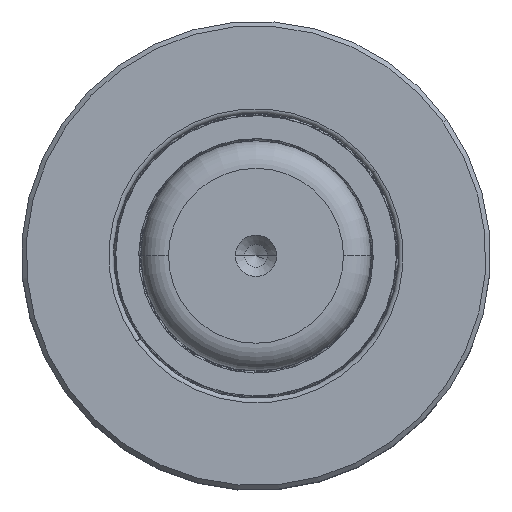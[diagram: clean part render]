
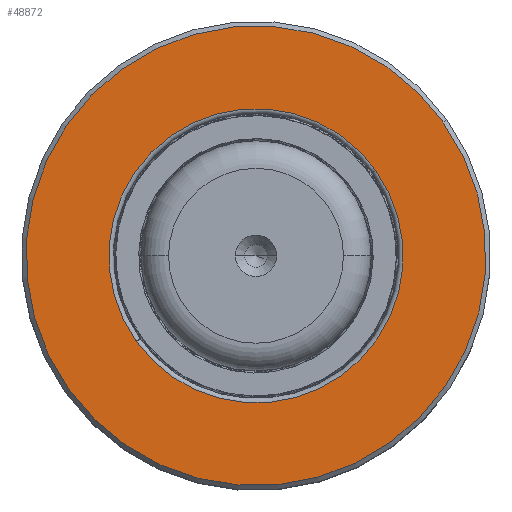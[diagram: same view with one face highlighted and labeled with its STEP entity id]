
A CAD part, top view. The second image highlights one B-rep face of the part: STEP entity #48872.
In plain terms, the highlighted face is planar.
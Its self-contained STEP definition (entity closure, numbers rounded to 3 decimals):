
#807 = ORIENTED_EDGE ( 'NONE', *, *, #24409, .T. ) ;
#2137 = EDGE_LOOP ( 'NONE', ( #807, #21883 ) ) ;
#3626 = DIRECTION ( 'NONE',  ( 0., -1., 0. ) ) ;
#7216 = DIRECTION ( 'NONE',  ( 0., 0., -1. ) ) ;
#7496 = EDGE_CURVE ( 'NONE', #18800, #37968, #46139, .T. ) ;
#7855 = CARTESIAN_POINT ( 'NONE',  ( 0., 15.687, 0. ) ) ;
#7944 = CIRCLE ( 'NONE', #9995, 16. ) ;
#8525 = DIRECTION ( 'NONE',  ( 0., 0., -1. ) ) ;
#9995 = AXIS2_PLACEMENT_3D ( 'NONE', #31736, #16008, #32248 ) ;
#10040 = CIRCLE ( 'NONE', #35591, 16. ) ;
#10095 = CARTESIAN_POINT ( 'NONE',  ( 25., 15.687, 0. ) ) ;
#11295 = CARTESIAN_POINT ( 'NONE',  ( 0., 15.687, -25. ) ) ;
#13834 = ORIENTED_EDGE ( 'NONE', *, *, #7496, .F. ) ;
#16008 = DIRECTION ( 'NONE',  ( 0., -1., 0. ) ) ;
#16146 = VERTEX_POINT ( 'NONE', #24702 ) ;
#16525 = CIRCLE ( 'NONE', #43415, 25. ) ;
#18716 = CARTESIAN_POINT ( 'NONE',  ( 0., 15.687, 0. ) ) ;
#18725 = EDGE_CURVE ( 'NONE', #16146, #30126, #10040, .T. ) ;
#18800 = VERTEX_POINT ( 'NONE', #27704 ) ;
#21883 = ORIENTED_EDGE ( 'NONE', *, *, #18725, .T. ) ;
#23396 = CARTESIAN_POINT ( 'NONE',  ( 0., 15.687, 0. ) ) ;
#23890 = AXIS2_PLACEMENT_3D ( 'NONE', #10095, #46799, #31144 ) ;
#24409 = EDGE_CURVE ( 'NONE', #30126, #16146, #7944, .T. ) ;
#24702 = CARTESIAN_POINT ( 'NONE',  ( 0., 15.687, 16. ) ) ;
#27704 = CARTESIAN_POINT ( 'NONE',  ( 0., 15.687, 25. ) ) ;
#28031 = DIRECTION ( 'NONE',  ( 0., -1., 0. ) ) ;
#30126 = VERTEX_POINT ( 'NONE', #38287 ) ;
#31144 = DIRECTION ( 'NONE',  ( 0., 0., 1. ) ) ;
#31736 = CARTESIAN_POINT ( 'NONE',  ( 0., 15.687, 0. ) ) ;
#32248 = DIRECTION ( 'NONE',  ( 0., 0., -1. ) ) ;
#33752 = PLANE ( 'NONE',  #23890 ) ;
#35531 = DIRECTION ( 'NONE',  ( 0., 0., -1. ) ) ;
#35591 = AXIS2_PLACEMENT_3D ( 'NONE', #18716, #38595, #7216 ) ;
#35671 = FACE_BOUND ( 'NONE', #2137, .T. ) ;
#36527 = EDGE_LOOP ( 'NONE', ( #38755, #13834 ) ) ;
#37968 = VERTEX_POINT ( 'NONE', #11295 ) ;
#38287 = CARTESIAN_POINT ( 'NONE',  ( 0., 15.687, -16. ) ) ;
#38595 = DIRECTION ( 'NONE',  ( 0., -1., 0. ) ) ;
#38755 = ORIENTED_EDGE ( 'NONE', *, *, #49076, .F. ) ;
#43082 = FACE_OUTER_BOUND ( 'NONE', #36527, .T. ) ;
#43415 = AXIS2_PLACEMENT_3D ( 'NONE', #7855, #28031, #8525 ) ;
#46139 = CIRCLE ( 'NONE', #50558, 25. ) ;
#46799 = DIRECTION ( 'NONE',  ( 0., 1., 0. ) ) ;
#48872 = ADVANCED_FACE ( 'NONE', ( #35671, #43082 ), #33752, .T. ) ;
#49076 = EDGE_CURVE ( 'NONE', #37968, #18800, #16525, .T. ) ;
#50558 = AXIS2_PLACEMENT_3D ( 'NONE', #23396, #3626, #35531 ) ;
